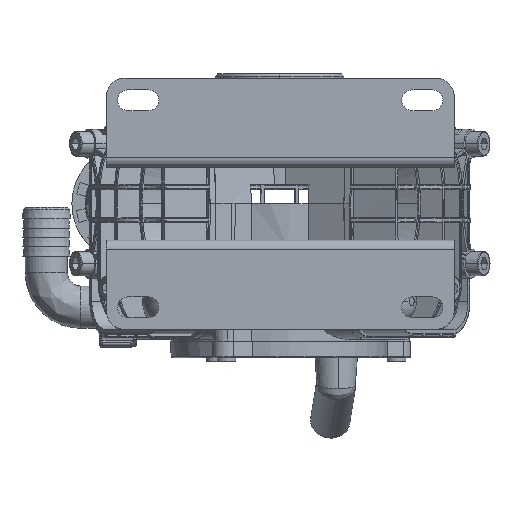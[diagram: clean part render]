
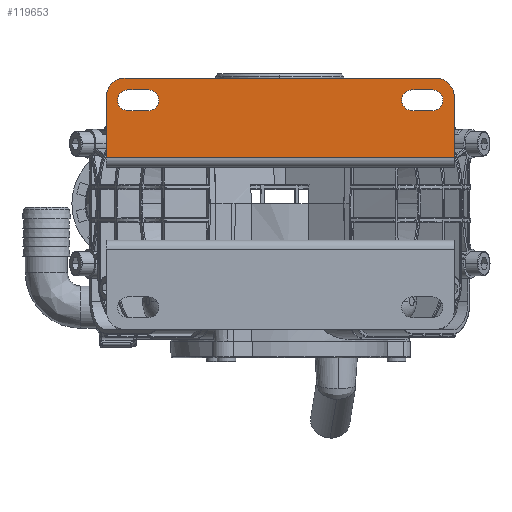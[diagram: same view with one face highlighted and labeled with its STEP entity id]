
A CAD part, front view. The second image highlights one B-rep face of the part: STEP entity #119653.
In plain terms, the highlighted planar face has unit normal (0, -1, 0).
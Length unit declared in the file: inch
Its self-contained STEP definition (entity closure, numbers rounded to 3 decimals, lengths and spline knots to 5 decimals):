
#342 = CARTESIAN_POINT ( 'NONE',  ( -3.6318, -4.92173, -0.12598 ) ) ;
#818 = VECTOR ( 'NONE', #41960, 39.37008 ) ;
#2550 = EDGE_CURVE ( 'NONE', #26615, #101776, #107588, .T. ) ;
#2808 = CARTESIAN_POINT ( 'NONE',  ( -3.17905, -4.92173, 0.0189 ) ) ;
#4244 = ORIENTED_EDGE ( 'NONE', *, *, #29714, .T. ) ;
#4472 = AXIS2_PLACEMENT_3D ( 'NONE', #78262, #14202, #91276 ) ;
#5608 = ORIENTED_EDGE ( 'NONE', *, *, #49172, .T. ) ;
#6950 = CIRCLE ( 'NONE', #83392, 0.3937 ) ;
#8043 = CIRCLE ( 'NONE', #69345, 0.21654 ) ;
#8136 = CARTESIAN_POINT ( 'NONE',  ( -3.17905, -4.92173, -0.19764 ) ) ;
#8316 = VECTOR ( 'NONE', #76668, 39.37008 ) ;
#8403 = FACE_BOUND ( 'NONE', #85481, .T. ) ;
#8999 = EDGE_CURVE ( 'NONE', #77630, #123470, #112253, .T. ) ;
#10040 = VERTEX_POINT ( 'NONE', #342 ) ;
#12238 = EDGE_CURVE ( 'NONE', #18873, #101796, #115118, .T. ) ;
#14202 = DIRECTION ( 'NONE',  ( 0., 1., 0. ) ) ;
#14809 = CIRCLE ( 'NONE', #50093, 0.21654 ) ;
#15546 = CARTESIAN_POINT ( 'NONE',  ( -2.74598, -4.92173, 0.0189 ) ) ;
#17055 = CARTESIAN_POINT ( 'NONE',  ( 3.65166, -4.92173, -1.40551 ) ) ;
#18873 = VERTEX_POINT ( 'NONE', #110763 ) ;
#19229 = DIRECTION ( 'NONE',  ( 0., 0., 1. ) ) ;
#24983 = EDGE_LOOP ( 'NONE', ( #75665, #141495, #4244, #72674 ) ) ;
#26615 = VERTEX_POINT ( 'NONE', #29543 ) ;
#28059 = EDGE_CURVE ( 'NONE', #10040, #26615, #66927, .T. ) ;
#29543 = CARTESIAN_POINT ( 'NONE',  ( -3.6318, -4.92173, -1.40551 ) ) ;
#29714 = EDGE_CURVE ( 'NONE', #88117, #18873, #14809, .T. ) ;
#29849 = PLANE ( 'NONE',  #140015 ) ;
#30065 = ORIENTED_EDGE ( 'NONE', *, *, #39421, .T. ) ;
#35556 = DIRECTION ( 'NONE',  ( 0., 0., 1. ) ) ;
#39421 = EDGE_CURVE ( 'NONE', #62575, #71366, #137322, .T. ) ;
#40531 = EDGE_CURVE ( 'NONE', #101796, #87516, #8043, .T. ) ;
#41960 = DIRECTION ( 'NONE',  ( 1., 0., 0. ) ) ;
#46877 = EDGE_CURVE ( 'NONE', #139963, #77630, #50099, .T. ) ;
#46920 = VECTOR ( 'NONE', #35556, 39.37008 ) ;
#47761 = ORIENTED_EDGE ( 'NONE', *, *, #141664, .T. ) ;
#48030 = DIRECTION ( 'NONE',  ( 0., -1., 0. ) ) ;
#48202 = CARTESIAN_POINT ( 'NONE',  ( -2.70661, -4.92173, 0.26772 ) ) ;
#49172 = EDGE_CURVE ( 'NONE', #123470, #71561, #70433, .T. ) ;
#49768 = CARTESIAN_POINT ( 'NONE',  ( -2.70661, -4.92173, -0.41417 ) ) ;
#50093 = AXIS2_PLACEMENT_3D ( 'NONE', #67879, #122194, #111658 ) ;
#50099 = LINE ( 'NONE', #49768, #120623 ) ;
#50903 = ORIENTED_EDGE ( 'NONE', *, *, #8999, .T. ) ;
#55523 = ORIENTED_EDGE ( 'NONE', *, *, #114477, .T. ) ;
#56106 = CARTESIAN_POINT ( 'NONE',  ( 3.1989, -4.92173, 0.0189 ) ) ;
#56217 = ORIENTED_EDGE ( 'NONE', *, *, #46877, .T. ) ;
#58186 = DIRECTION ( 'NONE',  ( 0., 0., 1. ) ) ;
#58441 = FACE_BOUND ( 'NONE', #24983, .T. ) ;
#58859 = CARTESIAN_POINT ( 'NONE',  ( -2.70661, -4.92173, 0.0189 ) ) ;
#62117 = DIRECTION ( 'NONE',  ( 0., 0., -1. ) ) ;
#62323 = CARTESIAN_POINT ( 'NONE',  ( -3.17905, -4.92173, -0.41417 ) ) ;
#62575 = VERTEX_POINT ( 'NONE', #79671 ) ;
#66927 = LINE ( 'NONE', #109331, #8316 ) ;
#67879 = CARTESIAN_POINT ( 'NONE',  ( -2.74598, -4.92173, -0.19764 ) ) ;
#69345 = AXIS2_PLACEMENT_3D ( 'NONE', #8136, #140487, #19229 ) ;
#69995 = CARTESIAN_POINT ( 'NONE',  ( 2.76583, -4.92173, 0.0189 ) ) ;
#70433 = LINE ( 'NONE', #58859, #96255 ) ;
#70666 = DIRECTION ( 'NONE',  ( 0., 0., -1. ) ) ;
#71154 = CARTESIAN_POINT ( 'NONE',  ( 3.25796, -4.92173, -0.12598 ) ) ;
#71366 = VERTEX_POINT ( 'NONE', #111575 ) ;
#71561 = VERTEX_POINT ( 'NONE', #56106 ) ;
#72476 = EDGE_CURVE ( 'NONE', #101776, #62575, #122663, .T. ) ;
#72674 = ORIENTED_EDGE ( 'NONE', *, *, #12238, .T. ) ;
#73017 = VECTOR ( 'NONE', #108355, 39.37008 ) ;
#74656 = LINE ( 'NONE', #48202, #136561 ) ;
#75665 = ORIENTED_EDGE ( 'NONE', *, *, #40531, .T. ) ;
#76668 = DIRECTION ( 'NONE',  ( 0., 0., -1. ) ) ;
#77630 = VERTEX_POINT ( 'NONE', #139767 ) ;
#78262 = CARTESIAN_POINT ( 'NONE',  ( 3.1989, -4.92173, -0.19764 ) ) ;
#79671 = CARTESIAN_POINT ( 'NONE',  ( 3.65166, -4.92173, -0.12598 ) ) ;
#80178 = AXIS2_PLACEMENT_3D ( 'NONE', #92525, #116443, #126546 ) ;
#80880 = FACE_OUTER_BOUND ( 'NONE', #97322, .T. ) ;
#81938 = DIRECTION ( 'NONE',  ( -1., 0., 0. ) ) ;
#83373 = LINE ( 'NONE', #87672, #73017 ) ;
#83392 = AXIS2_PLACEMENT_3D ( 'NONE', #113027, #124040, #58186 ) ;
#85481 = EDGE_LOOP ( 'NONE', ( #110790, #56217, #50903, #5608 ) ) ;
#85948 = VECTOR ( 'NONE', #130305, 39.37008 ) ;
#87516 = VERTEX_POINT ( 'NONE', #2808 ) ;
#87672 = CARTESIAN_POINT ( 'NONE',  ( -2.70661, -4.92173, 0.0189 ) ) ;
#88117 = VERTEX_POINT ( 'NONE', #15546 ) ;
#91179 = DIRECTION ( 'NONE',  ( 1., 0., 0. ) ) ;
#91276 = DIRECTION ( 'NONE',  ( 0., 0., 1. ) ) ;
#92525 = CARTESIAN_POINT ( 'NONE',  ( 2.76583, -4.92173, -0.19764 ) ) ;
#96255 = VECTOR ( 'NONE', #91179, 39.37008 ) ;
#97322 = EDGE_LOOP ( 'NONE', ( #136834, #30065, #55523, #47761, #130548, #103819 ) ) ;
#101776 = VERTEX_POINT ( 'NONE', #17055 ) ;
#101796 = VERTEX_POINT ( 'NONE', #62323 ) ;
#103819 = ORIENTED_EDGE ( 'NONE', *, *, #2550, .T. ) ;
#106664 = CARTESIAN_POINT ( 'NONE',  ( -3.2381, -4.92173, 0.26772 ) ) ;
#106873 = CARTESIAN_POINT ( 'NONE',  ( -2.70661, -4.92173, 0.26772 ) ) ;
#107362 = CARTESIAN_POINT ( 'NONE',  ( -2.70661, -4.92173, -1.40551 ) ) ;
#107588 = LINE ( 'NONE', #107362, #818 ) ;
#108355 = DIRECTION ( 'NONE',  ( 1., 0., 0. ) ) ;
#109331 = CARTESIAN_POINT ( 'NONE',  ( -3.6318, -4.92173, 0.26772 ) ) ;
#110763 = CARTESIAN_POINT ( 'NONE',  ( -2.74598, -4.92173, -0.41417 ) ) ;
#110790 = ORIENTED_EDGE ( 'NONE', *, *, #119152, .T. ) ;
#111575 = CARTESIAN_POINT ( 'NONE',  ( 3.25796, -4.92173, 0.26772 ) ) ;
#111618 = EDGE_CURVE ( 'NONE', #87516, #88117, #83373, .T. ) ;
#111658 = DIRECTION ( 'NONE',  ( 0., 0., 1. ) ) ;
#112253 = CIRCLE ( 'NONE', #80178, 0.21654 ) ;
#113027 = CARTESIAN_POINT ( 'NONE',  ( -3.2381, -4.92173, -0.12598 ) ) ;
#114477 = EDGE_CURVE ( 'NONE', #71366, #132039, #74656, .T. ) ;
#115118 = LINE ( 'NONE', #119221, #85948 ) ;
#116443 = DIRECTION ( 'NONE',  ( 0., 1., 0. ) ) ;
#119152 = EDGE_CURVE ( 'NONE', #71561, #139963, #123822, .T. ) ;
#119221 = CARTESIAN_POINT ( 'NONE',  ( -2.70661, -4.92173, -0.41417 ) ) ;
#119653 = ADVANCED_FACE ( 'NONE', ( #80880, #8403, #58441 ), #29849, .T. ) ;
#120623 = VECTOR ( 'NONE', #126694, 39.37008 ) ;
#121442 = CARTESIAN_POINT ( 'NONE',  ( 3.1989, -4.92173, -0.41417 ) ) ;
#121668 = CARTESIAN_POINT ( 'NONE',  ( 3.65166, -4.92173, 0.26772 ) ) ;
#122194 = DIRECTION ( 'NONE',  ( 0., 1., 0. ) ) ;
#122663 = LINE ( 'NONE', #121668, #46920 ) ;
#123470 = VERTEX_POINT ( 'NONE', #69995 ) ;
#123822 = CIRCLE ( 'NONE', #4472, 0.21654 ) ;
#124040 = DIRECTION ( 'NONE',  ( 0., -1., 0. ) ) ;
#126546 = DIRECTION ( 'NONE',  ( 0., 0., 1. ) ) ;
#126694 = DIRECTION ( 'NONE',  ( -1., 0., 0. ) ) ;
#129413 = DIRECTION ( 'NONE',  ( 0., -1., 0. ) ) ;
#130305 = DIRECTION ( 'NONE',  ( -1., 0., 0. ) ) ;
#130548 = ORIENTED_EDGE ( 'NONE', *, *, #28059, .T. ) ;
#132039 = VERTEX_POINT ( 'NONE', #106664 ) ;
#134657 = AXIS2_PLACEMENT_3D ( 'NONE', #71154, #48030, #70666 ) ;
#136561 = VECTOR ( 'NONE', #81938, 39.37008 ) ;
#136834 = ORIENTED_EDGE ( 'NONE', *, *, #72476, .T. ) ;
#137322 = CIRCLE ( 'NONE', #134657, 0.3937 ) ;
#139767 = CARTESIAN_POINT ( 'NONE',  ( 2.76583, -4.92173, -0.41417 ) ) ;
#139963 = VERTEX_POINT ( 'NONE', #121442 ) ;
#140015 = AXIS2_PLACEMENT_3D ( 'NONE', #106873, #129413, #62117 ) ;
#140487 = DIRECTION ( 'NONE',  ( 0., 1., 0. ) ) ;
#141495 = ORIENTED_EDGE ( 'NONE', *, *, #111618, .T. ) ;
#141664 = EDGE_CURVE ( 'NONE', #132039, #10040, #6950, .T. ) ;
